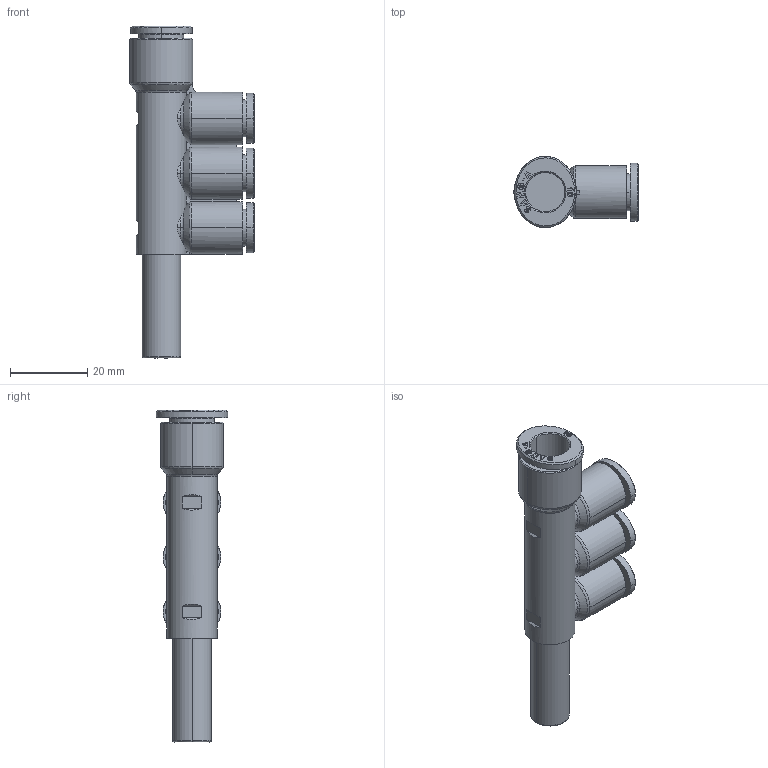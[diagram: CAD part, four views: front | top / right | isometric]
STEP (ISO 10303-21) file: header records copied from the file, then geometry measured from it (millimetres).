
FILE_DESCRIPTION (( 'STEP AP214' ), '1' );
FILE_NAME ('PKJ10-08.stp', '2015-08-24T10:01:29', ( '' ), ( '' ), 'SwSTEP 2.0', 'SolidWorks 2015', '' );
FILE_SCHEMA (( 'AUTOMOTIVE_DESIGN' ));
Length unit declared in the file: millimetre
Products named in the file (2): PKJ10-08; ｦ+ﾃｦ1
Assembly tree (1 placements, depth 2):
  PKJ10-08
    ｦ+ﾃｦ1
Bounding box: 32.25 x 18.5 x 86.2 mm (x, y, z)
Volume: 14311.7 mm3; surface area: 9012 mm2
Topology: 1 solids, 1 shells, 1626 faces, 4629 edges, 3079 vertices
Faces by surface type: plane 1412, bspline 109, cylinder 61, cone 35, torus 9
Entity records: 56401 total; most frequent: CARTESIAN_POINT 14087, ORIENTED_EDGE 9258, DIRECTION 7552, EDGE_CURVE 4629, LINE 4124, VECTOR 4124, VERTEX_POINT 3079, AXIS2_PLACEMENT_3D 1714
